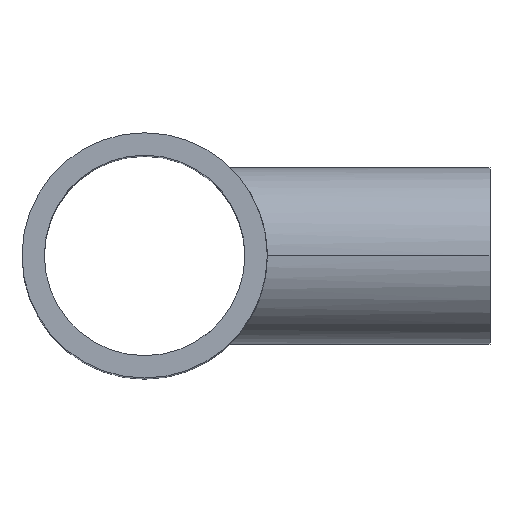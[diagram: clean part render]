
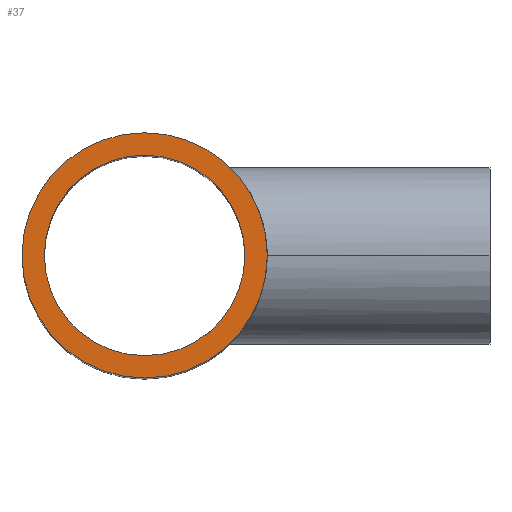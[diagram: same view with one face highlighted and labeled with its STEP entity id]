
A CAD part, top view. The second image highlights one B-rep face of the part: STEP entity #37.
In plain terms, the highlighted planar face has unit normal (0, 0, 1).
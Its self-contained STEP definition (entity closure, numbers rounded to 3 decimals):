
#11 = AXIS2_PLACEMENT_3D ( 'NONE', #382, #124, #328 ) ;
#13 = DIRECTION ( 'NONE',  ( 0., 0., 1. ) ) ;
#26 = CIRCLE ( 'NONE', #218, 62.5 ) ;
#37 = ADVANCED_FACE ( 'NONE', ( #96, #299 ), #153, .T. ) ;
#38 = CIRCLE ( 'NONE', #428, 62.5 ) ;
#46 = DIRECTION ( 'NONE',  ( 0., 0., 1. ) ) ;
#55 = DIRECTION ( 'NONE',  ( 1., 0., 0. ) ) ;
#77 = CARTESIAN_POINT ( 'NONE',  ( -62.5, 0., 178. ) ) ;
#87 = DIRECTION ( 'NONE',  ( 1., 0., 0. ) ) ;
#96 = FACE_OUTER_BOUND ( 'NONE', #589, .T. ) ;
#103 = VERTEX_POINT ( 'NONE', #114 ) ;
#114 = CARTESIAN_POINT ( 'NONE',  ( -51.1, 0., 178. ) ) ;
#124 = DIRECTION ( 'NONE',  ( 0., 0., 1. ) ) ;
#125 = DIRECTION ( 'NONE',  ( 0., 0., 1. ) ) ;
#153 = PLANE ( 'NONE',  #231 ) ;
#168 = DIRECTION ( 'NONE',  ( 1., 0., 0. ) ) ;
#172 = CARTESIAN_POINT ( 'NONE',  ( 51.1, 0., 178. ) ) ;
#198 = DIRECTION ( 'NONE',  ( 1., 0., 0. ) ) ;
#218 = AXIS2_PLACEMENT_3D ( 'NONE', #344, #125, #87 ) ;
#229 = CARTESIAN_POINT ( 'NONE',  ( 0., 0., 178. ) ) ;
#231 = AXIS2_PLACEMENT_3D ( 'NONE', #361, #46, #198 ) ;
#281 = EDGE_CURVE ( 'NONE', #509, #364, #26, .T. ) ;
#283 = AXIS2_PLACEMENT_3D ( 'NONE', #656, #550, #168 ) ;
#299 = FACE_BOUND ( 'NONE', #629, .T. ) ;
#315 = CARTESIAN_POINT ( 'NONE',  ( 62.5, 0., 178. ) ) ;
#328 = DIRECTION ( 'NONE',  ( 1., 0., 0. ) ) ;
#332 = ORIENTED_EDGE ( 'NONE', *, *, #281, .T. ) ;
#344 = CARTESIAN_POINT ( 'NONE',  ( 0., 0., 178. ) ) ;
#361 = CARTESIAN_POINT ( 'NONE',  ( 0., 0., 178. ) ) ;
#364 = VERTEX_POINT ( 'NONE', #77 ) ;
#382 = CARTESIAN_POINT ( 'NONE',  ( 0., 0., 178. ) ) ;
#428 = AXIS2_PLACEMENT_3D ( 'NONE', #229, #13, #55 ) ;
#469 = CIRCLE ( 'NONE', #283, 51.1 ) ;
#508 = EDGE_CURVE ( 'NONE', #585, #103, #469, .T. ) ;
#509 = VERTEX_POINT ( 'NONE', #315 ) ;
#522 = ORIENTED_EDGE ( 'NONE', *, *, #586, .T. ) ;
#530 = EDGE_CURVE ( 'NONE', #103, #585, #691, .T. ) ;
#531 = ORIENTED_EDGE ( 'NONE', *, *, #508, .F. ) ;
#550 = DIRECTION ( 'NONE',  ( 0., 0., 1. ) ) ;
#569 = ORIENTED_EDGE ( 'NONE', *, *, #530, .F. ) ;
#585 = VERTEX_POINT ( 'NONE', #172 ) ;
#586 = EDGE_CURVE ( 'NONE', #364, #509, #38, .T. ) ;
#589 = EDGE_LOOP ( 'NONE', ( #522, #332 ) ) ;
#629 = EDGE_LOOP ( 'NONE', ( #569, #531 ) ) ;
#656 = CARTESIAN_POINT ( 'NONE',  ( 0., 0., 178. ) ) ;
#691 = CIRCLE ( 'NONE', #11, 51.1 ) ;
